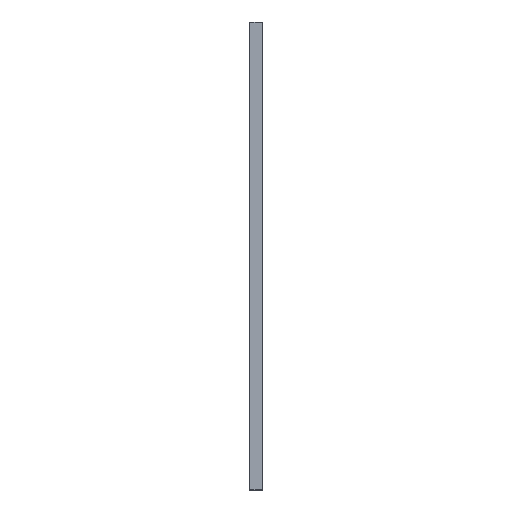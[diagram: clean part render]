
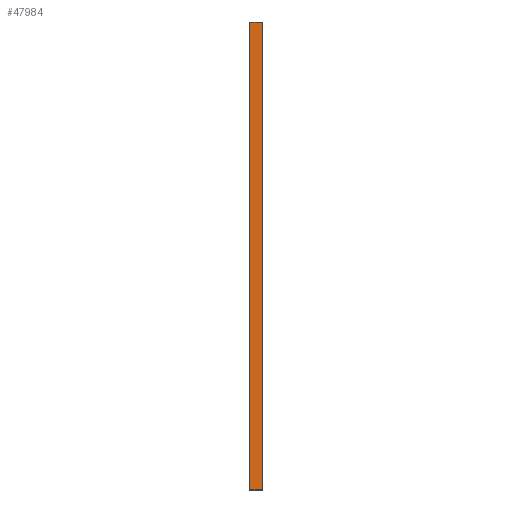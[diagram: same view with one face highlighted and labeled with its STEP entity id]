
A CAD part, front view. The second image highlights one B-rep face of the part: STEP entity #47984.
In plain terms, the highlighted planar face has unit normal (0, -1, 0).
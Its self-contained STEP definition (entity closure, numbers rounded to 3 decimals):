
#38222 = PLANE('',#38223);
#38223 = AXIS2_PLACEMENT_3D('',#38224,#38225,#38226);
#38224 = CARTESIAN_POINT('',(5.5,-10.95,0.05));
#38225 = DIRECTION('',(0.,0.707,0.707));
#38226 = DIRECTION('',(1.,0.,0.));
#38581 = PLANE('',#38582);
#38582 = AXIS2_PLACEMENT_3D('',#38583,#38584,#38585);
#38583 = CARTESIAN_POINT('',(5.5,-10.95,399.95));
#38584 = DIRECTION('',(0.,-0.707,
    0.707));
#38585 = DIRECTION('',(1.,0.,0.));
#38919 = PLANE('',#38920);
#38920 = AXIS2_PLACEMENT_3D('',#38921,#38922,#38923);
#38921 = CARTESIAN_POINT('',(-5.4,-10.9,0.));
#38922 = DIRECTION('',(-0.707,-0.707,
    0.));
#38923 = DIRECTION('',(0.,0.,1.));
#42381 = VERTEX_POINT('',#42382);
#42382 = CARTESIAN_POINT('',(5.4,-11.,0.1));
#42403 = EDGE_CURVE('',#42381,#42404,#42406,.T.);
#42404 = VERTEX_POINT('',#42405);
#42405 = CARTESIAN_POINT('',(-5.3,-11.,0.1));
#42406 = SURFACE_CURVE('',#42407,(#42411,#42418),.PCURVE_S1.);
#42407 = LINE('',#42408,#42409);
#42408 = CARTESIAN_POINT('',(5.5,-11.,0.1));
#42409 = VECTOR('',#42410,1.);
#42410 = DIRECTION('',(-1.,0.,0.));
#42411 = PCURVE('',#38222,#42412);
#42412 = DEFINITIONAL_REPRESENTATION('',(#42413),#42417);
#42413 = LINE('',#42414,#42415);
#42414 = CARTESIAN_POINT('',(0.,-0.071));
#42415 = VECTOR('',#42416,1.);
#42416 = DIRECTION('',(-1.,0.));
#42417 = ( GEOMETRIC_REPRESENTATION_CONTEXT(2) 
PARAMETRIC_REPRESENTATION_CONTEXT() REPRESENTATION_CONTEXT('2D SPACE',''
  ) );
#42418 = PCURVE('',#42419,#42424);
#42419 = PLANE('',#42420);
#42420 = AXIS2_PLACEMENT_3D('',#42421,#42422,#42423);
#42421 = CARTESIAN_POINT('',(5.5,-11.,0.));
#42422 = DIRECTION('',(0.,-1.,0.));
#42423 = DIRECTION('',(-1.,0.,0.));
#42424 = DEFINITIONAL_REPRESENTATION('',(#42425),#42429);
#42425 = LINE('',#42426,#42427);
#42426 = CARTESIAN_POINT('',(0.,-0.1));
#42427 = VECTOR('',#42428,1.);
#42428 = DIRECTION('',(1.,0.));
#42429 = ( GEOMETRIC_REPRESENTATION_CONTEXT(2) 
PARAMETRIC_REPRESENTATION_CONTEXT() REPRESENTATION_CONTEXT('2D SPACE',''
  ) );
#42719 = VERTEX_POINT('',#42720);
#42720 = CARTESIAN_POINT('',(5.4,-11.,399.9));
#42741 = EDGE_CURVE('',#42719,#42742,#42744,.T.);
#42742 = VERTEX_POINT('',#42743);
#42743 = CARTESIAN_POINT('',(-5.3,-11.,399.9));
#42744 = SURFACE_CURVE('',#42745,(#42749,#42756),.PCURVE_S1.);
#42745 = LINE('',#42746,#42747);
#42746 = CARTESIAN_POINT('',(5.5,-11.,399.9));
#42747 = VECTOR('',#42748,1.);
#42748 = DIRECTION('',(-1.,0.,0.));
#42749 = PCURVE('',#38581,#42750);
#42750 = DEFINITIONAL_REPRESENTATION('',(#42751),#42755);
#42751 = LINE('',#42752,#42753);
#42752 = CARTESIAN_POINT('',(0.,-0.071));
#42753 = VECTOR('',#42754,1.);
#42754 = DIRECTION('',(-1.,0.));
#42755 = ( GEOMETRIC_REPRESENTATION_CONTEXT(2) 
PARAMETRIC_REPRESENTATION_CONTEXT() REPRESENTATION_CONTEXT('2D SPACE',''
  ) );
#42756 = PCURVE('',#42419,#42757);
#42757 = DEFINITIONAL_REPRESENTATION('',(#42758),#42762);
#42758 = LINE('',#42759,#42760);
#42759 = CARTESIAN_POINT('',(0.,-399.9));
#42760 = VECTOR('',#42761,1.);
#42761 = DIRECTION('',(1.,0.));
#42762 = ( GEOMETRIC_REPRESENTATION_CONTEXT(2) 
PARAMETRIC_REPRESENTATION_CONTEXT() REPRESENTATION_CONTEXT('2D SPACE',''
  ) );
#42843 = EDGE_CURVE('',#42404,#42742,#42844,.T.);
#42844 = SURFACE_CURVE('',#42845,(#42849,#42856),.PCURVE_S1.);
#42845 = LINE('',#42846,#42847);
#42846 = CARTESIAN_POINT('',(-5.3,-11.,0.));
#42847 = VECTOR('',#42848,1.);
#42848 = DIRECTION('',(0.,0.,1.));
#42849 = PCURVE('',#38919,#42850);
#42850 = DEFINITIONAL_REPRESENTATION('',(#42851),#42855);
#42851 = LINE('',#42852,#42853);
#42852 = CARTESIAN_POINT('',(0.,-0.141));
#42853 = VECTOR('',#42854,1.);
#42854 = DIRECTION('',(1.,0.));
#42855 = ( GEOMETRIC_REPRESENTATION_CONTEXT(2) 
PARAMETRIC_REPRESENTATION_CONTEXT() REPRESENTATION_CONTEXT('2D SPACE',''
  ) );
#42856 = PCURVE('',#42419,#42857);
#42857 = DEFINITIONAL_REPRESENTATION('',(#42858),#42862);
#42858 = LINE('',#42859,#42860);
#42859 = CARTESIAN_POINT('',(10.8,0.));
#42860 = VECTOR('',#42861,1.);
#42861 = DIRECTION('',(0.,-1.));
#42862 = ( GEOMETRIC_REPRESENTATION_CONTEXT(2) 
PARAMETRIC_REPRESENTATION_CONTEXT() REPRESENTATION_CONTEXT('2D SPACE',''
  ) );
#47636 = PLANE('',#47637);
#47637 = AXIS2_PLACEMENT_3D('',#47638,#47639,#47640);
#47638 = CARTESIAN_POINT('',(5.45,-10.95,0.));
#47639 = DIRECTION('',(0.707,-0.707,0.));
#47640 = DIRECTION('',(0.,0.,1.));
#47984 = ADVANCED_FACE('',(#47985),#42419,.T.);
#47985 = FACE_BOUND('',#47986,.T.);
#47986 = EDGE_LOOP('',(#47987,#48008,#48009,#48010));
#47987 = ORIENTED_EDGE('',*,*,#47988,.T.);
#47988 = EDGE_CURVE('',#42381,#42719,#47989,.T.);
#47989 = SURFACE_CURVE('',#47990,(#47994,#48001),.PCURVE_S1.);
#47990 = LINE('',#47991,#47992);
#47991 = CARTESIAN_POINT('',(5.4,-11.,0.));
#47992 = VECTOR('',#47993,1.);
#47993 = DIRECTION('',(0.,0.,1.));
#47994 = PCURVE('',#42419,#47995);
#47995 = DEFINITIONAL_REPRESENTATION('',(#47996),#48000);
#47996 = LINE('',#47997,#47998);
#47997 = CARTESIAN_POINT('',(0.1,0.));
#47998 = VECTOR('',#47999,1.);
#47999 = DIRECTION('',(0.,-1.));
#48000 = ( GEOMETRIC_REPRESENTATION_CONTEXT(2) 
PARAMETRIC_REPRESENTATION_CONTEXT() REPRESENTATION_CONTEXT('2D SPACE',''
  ) );
#48001 = PCURVE('',#47636,#48002);
#48002 = DEFINITIONAL_REPRESENTATION('',(#48003),#48007);
#48003 = LINE('',#48004,#48005);
#48004 = CARTESIAN_POINT('',(0.,0.071));
#48005 = VECTOR('',#48006,1.);
#48006 = DIRECTION('',(1.,0.));
#48007 = ( GEOMETRIC_REPRESENTATION_CONTEXT(2) 
PARAMETRIC_REPRESENTATION_CONTEXT() REPRESENTATION_CONTEXT('2D SPACE',''
  ) );
#48008 = ORIENTED_EDGE('',*,*,#42741,.T.);
#48009 = ORIENTED_EDGE('',*,*,#42843,.F.);
#48010 = ORIENTED_EDGE('',*,*,#42403,.F.);
